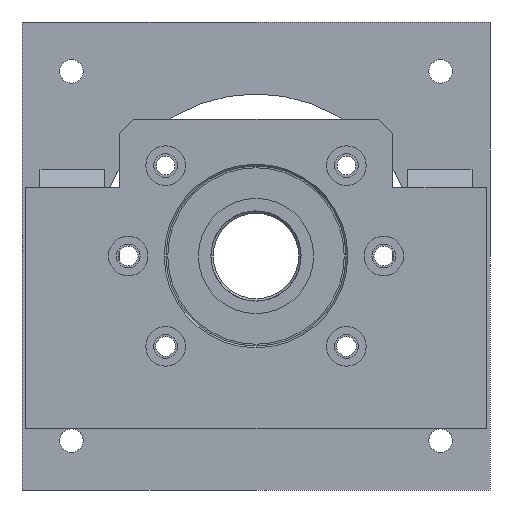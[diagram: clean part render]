
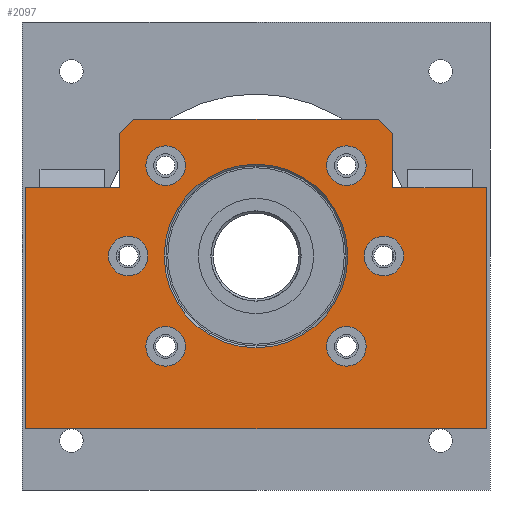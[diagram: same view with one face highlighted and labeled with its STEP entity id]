
A CAD part, left-side view. The second image highlights one B-rep face of the part: STEP entity #2097.
In plain terms, the highlighted planar face has unit normal (-1, 0, 0).
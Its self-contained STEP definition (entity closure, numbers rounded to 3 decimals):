
#697=CARTESIAN_POINT('Vertex',(0.,-64.,-48.)) ;
#700=CARTESIAN_POINT('Line Origine',(0.,0.,-48.)) ;
#704=CARTESIAN_POINT('Vertex',(0.,64.,-48.)) ;
#1885=CARTESIAN_POINT('Vertex',(0.,-64.,19.)) ;
#1888=CARTESIAN_POINT('Line Origine',(0.,-64.,-14.5)) ;
#1900=CARTESIAN_POINT('Axis2P3D Location',(0.,0.,0.)) ;
#1905=CARTESIAN_POINT('Line Origine',(0.,-51.,19.)) ;
#1909=CARTESIAN_POINT('Vertex',(0.,-38.,19.)) ;
#1912=CARTESIAN_POINT('Line Origine',(0.,-38.,26.5)) ;
#1916=CARTESIAN_POINT('Vertex',(0.,-38.,34.)) ;
#1919=CARTESIAN_POINT('Line Origine',(0.,-36.,36.)) ;
#1923=CARTESIAN_POINT('Vertex',(0.,-34.,38.)) ;
#1926=CARTESIAN_POINT('Line Origine',(0.,0.,38.)) ;
#1930=CARTESIAN_POINT('Vertex',(0.,34.,38.)) ;
#1933=CARTESIAN_POINT('Line Origine',(0.,36.,36.)) ;
#1937=CARTESIAN_POINT('Vertex',(0.,38.,34.)) ;
#1940=CARTESIAN_POINT('Line Origine',(0.,38.,26.5)) ;
#1944=CARTESIAN_POINT('Vertex',(0.,38.,19.)) ;
#1947=CARTESIAN_POINT('Line Origine',(0.,51.,19.)) ;
#1951=CARTESIAN_POINT('Vertex',(0.,64.,19.)) ;
#1954=CARTESIAN_POINT('Line Origine',(0.,64.,-14.5)) ;
#1971=CARTESIAN_POINT('Axis2P3D Location',(0.,0.,0.)) ;
#1975=CARTESIAN_POINT('Vertex',(0.,25.5,0.)) ;
#1977=CARTESIAN_POINT('Vertex',(0.,-25.5,0.)) ;
#1980=CARTESIAN_POINT('Axis2P3D Location',(0.,0.,0.)) ;
#1989=CARTESIAN_POINT('Axis2P3D Location',(0.,-25.102,25.102)) ;
#1993=CARTESIAN_POINT('Vertex',(0.,-30.602,25.102)) ;
#1995=CARTESIAN_POINT('Vertex',(0.,-19.602,25.102)) ;
#1998=CARTESIAN_POINT('Axis2P3D Location',(0.,-25.102,25.102)) ;
#2007=CARTESIAN_POINT('Axis2P3D Location',(0.,-35.5,0.)) ;
#2011=CARTESIAN_POINT('Vertex',(0.,-41.,0.)) ;
#2013=CARTESIAN_POINT('Vertex',(0.,-30.,0.)) ;
#2016=CARTESIAN_POINT('Axis2P3D Location',(0.,-35.5,0.)) ;
#2025=CARTESIAN_POINT('Axis2P3D Location',(0.,-25.102,-25.102)) ;
#2029=CARTESIAN_POINT('Vertex',(0.,-30.602,-25.102)) ;
#2031=CARTESIAN_POINT('Vertex',(0.,-19.602,-25.102)) ;
#2034=CARTESIAN_POINT('Axis2P3D Location',(0.,-25.102,-25.102)) ;
#2043=CARTESIAN_POINT('Axis2P3D Location',(0.,25.102,25.102)) ;
#2047=CARTESIAN_POINT('Vertex',(0.,30.602,25.102)) ;
#2049=CARTESIAN_POINT('Vertex',(0.,19.602,25.102)) ;
#2052=CARTESIAN_POINT('Axis2P3D Location',(0.,25.102,25.102)) ;
#2061=CARTESIAN_POINT('Axis2P3D Location',(0.,35.5,0.)) ;
#2065=CARTESIAN_POINT('Vertex',(0.,41.,0.)) ;
#2067=CARTESIAN_POINT('Vertex',(0.,30.,0.)) ;
#2070=CARTESIAN_POINT('Axis2P3D Location',(0.,35.5,0.)) ;
#2079=CARTESIAN_POINT('Axis2P3D Location',(0.,25.102,-25.102)) ;
#2083=CARTESIAN_POINT('Vertex',(0.,30.602,-25.102)) ;
#2085=CARTESIAN_POINT('Vertex',(0.,19.602,-25.102)) ;
#2088=CARTESIAN_POINT('Axis2P3D Location',(0.,25.102,-25.102)) ;
#701=DIRECTION('Vector Direction',(0.,1.,0.)) ;
#1889=DIRECTION('Vector Direction',(0.,0.,-1.)) ;
#1901=DIRECTION('Axis2P3D Direction',(1.,0.,0.)) ;
#1902=DIRECTION('Axis2P3D XDirection',(0.,1.,0.)) ;
#1906=DIRECTION('Vector Direction',(0.,1.,0.)) ;
#1913=DIRECTION('Vector Direction',(0.,0.,-1.)) ;
#1920=DIRECTION('Vector Direction',(0.,-0.707,-0.707)) ;
#1927=DIRECTION('Vector Direction',(0.,1.,0.)) ;
#1934=DIRECTION('Vector Direction',(0.,0.707,-0.707)) ;
#1941=DIRECTION('Vector Direction',(0.,0.,1.)) ;
#1948=DIRECTION('Vector Direction',(0.,1.,0.)) ;
#1955=DIRECTION('Vector Direction',(0.,0.,1.)) ;
#1972=DIRECTION('Axis2P3D Direction',(1.,0.,0.)) ;
#1981=DIRECTION('Axis2P3D Direction',(1.,0.,0.)) ;
#1990=DIRECTION('Axis2P3D Direction',(1.,0.,0.)) ;
#1999=DIRECTION('Axis2P3D Direction',(1.,0.,0.)) ;
#2008=DIRECTION('Axis2P3D Direction',(1.,0.,0.)) ;
#2017=DIRECTION('Axis2P3D Direction',(1.,0.,0.)) ;
#2026=DIRECTION('Axis2P3D Direction',(1.,0.,0.)) ;
#2035=DIRECTION('Axis2P3D Direction',(1.,0.,0.)) ;
#2044=DIRECTION('Axis2P3D Direction',(1.,0.,0.)) ;
#2053=DIRECTION('Axis2P3D Direction',(1.,0.,0.)) ;
#2062=DIRECTION('Axis2P3D Direction',(1.,0.,0.)) ;
#2071=DIRECTION('Axis2P3D Direction',(1.,0.,0.)) ;
#2080=DIRECTION('Axis2P3D Direction',(1.,0.,0.)) ;
#2089=DIRECTION('Axis2P3D Direction',(1.,0.,0.)) ;
#1903=AXIS2_PLACEMENT_3D('Plane Axis2P3D',#1900,#1901,#1902) ;
#1973=AXIS2_PLACEMENT_3D('Circle Axis2P3D',#1971,#1972,$) ;
#1982=AXIS2_PLACEMENT_3D('Circle Axis2P3D',#1980,#1981,$) ;
#1991=AXIS2_PLACEMENT_3D('Circle Axis2P3D',#1989,#1990,$) ;
#2000=AXIS2_PLACEMENT_3D('Circle Axis2P3D',#1998,#1999,$) ;
#2009=AXIS2_PLACEMENT_3D('Circle Axis2P3D',#2007,#2008,$) ;
#2018=AXIS2_PLACEMENT_3D('Circle Axis2P3D',#2016,#2017,$) ;
#2027=AXIS2_PLACEMENT_3D('Circle Axis2P3D',#2025,#2026,$) ;
#2036=AXIS2_PLACEMENT_3D('Circle Axis2P3D',#2034,#2035,$) ;
#2045=AXIS2_PLACEMENT_3D('Circle Axis2P3D',#2043,#2044,$) ;
#2054=AXIS2_PLACEMENT_3D('Circle Axis2P3D',#2052,#2053,$) ;
#2063=AXIS2_PLACEMENT_3D('Circle Axis2P3D',#2061,#2062,$) ;
#2072=AXIS2_PLACEMENT_3D('Circle Axis2P3D',#2070,#2071,$) ;
#2081=AXIS2_PLACEMENT_3D('Circle Axis2P3D',#2079,#2080,$) ;
#2090=AXIS2_PLACEMENT_3D('Circle Axis2P3D',#2088,#2089,$) ;
#1960=ORIENTED_EDGE('',*,*,#706,.F.) ;
#1961=ORIENTED_EDGE('',*,*,#1892,.F.) ;
#1962=ORIENTED_EDGE('',*,*,#1911,.F.) ;
#1963=ORIENTED_EDGE('',*,*,#1918,.F.) ;
#1964=ORIENTED_EDGE('',*,*,#1925,.F.) ;
#1965=ORIENTED_EDGE('',*,*,#1932,.F.) ;
#1966=ORIENTED_EDGE('',*,*,#1939,.F.) ;
#1967=ORIENTED_EDGE('',*,*,#1946,.F.) ;
#1968=ORIENTED_EDGE('',*,*,#1953,.F.) ;
#1969=ORIENTED_EDGE('',*,*,#1958,.F.) ;
#1986=ORIENTED_EDGE('',*,*,#1979,.F.) ;
#1987=ORIENTED_EDGE('',*,*,#1984,.F.) ;
#2004=ORIENTED_EDGE('',*,*,#1997,.F.) ;
#2005=ORIENTED_EDGE('',*,*,#2002,.F.) ;
#2022=ORIENTED_EDGE('',*,*,#2015,.F.) ;
#2023=ORIENTED_EDGE('',*,*,#2020,.F.) ;
#2040=ORIENTED_EDGE('',*,*,#2033,.F.) ;
#2041=ORIENTED_EDGE('',*,*,#2038,.F.) ;
#2058=ORIENTED_EDGE('',*,*,#2051,.F.) ;
#2059=ORIENTED_EDGE('',*,*,#2056,.F.) ;
#2076=ORIENTED_EDGE('',*,*,#2069,.F.) ;
#2077=ORIENTED_EDGE('',*,*,#2074,.F.) ;
#2094=ORIENTED_EDGE('',*,*,#2087,.F.) ;
#2095=ORIENTED_EDGE('',*,*,#2092,.F.) ;
#1988=FACE_BOUND('',#1985,.T.) ;
#2006=FACE_BOUND('',#2003,.T.) ;
#2024=FACE_BOUND('',#2021,.T.) ;
#2042=FACE_BOUND('',#2039,.T.) ;
#2060=FACE_BOUND('',#2057,.T.) ;
#2078=FACE_BOUND('',#2075,.T.) ;
#2096=FACE_BOUND('',#2093,.T.) ;
#702=VECTOR('Line Direction',#701,1.) ;
#1890=VECTOR('Line Direction',#1889,1.) ;
#1907=VECTOR('Line Direction',#1906,1.) ;
#1914=VECTOR('Line Direction',#1913,1.) ;
#1921=VECTOR('Line Direction',#1920,1.) ;
#1928=VECTOR('Line Direction',#1927,1.) ;
#1935=VECTOR('Line Direction',#1934,1.) ;
#1942=VECTOR('Line Direction',#1941,1.) ;
#1949=VECTOR('Line Direction',#1948,1.) ;
#1956=VECTOR('Line Direction',#1955,1.) ;
#2097=ADVANCED_FACE('\X2\96F64EF651E04F554F53\X0\',(#1970,#1988,#2006,#2024,#2042,#2060,#2078,#2096),#1904,.F.) ;
#1974=CIRCLE('generated circle',#1973,25.5) ;
#1983=CIRCLE('generated circle',#1982,25.5) ;
#1992=CIRCLE('generated circle',#1991,5.5) ;
#2001=CIRCLE('generated circle',#2000,5.5) ;
#2010=CIRCLE('generated circle',#2009,5.5) ;
#2019=CIRCLE('generated circle',#2018,5.5) ;
#2028=CIRCLE('generated circle',#2027,5.5) ;
#2037=CIRCLE('generated circle',#2036,5.5) ;
#2046=CIRCLE('generated circle',#2045,5.5) ;
#2055=CIRCLE('generated circle',#2054,5.5) ;
#2064=CIRCLE('generated circle',#2063,5.5) ;
#2073=CIRCLE('generated circle',#2072,5.5) ;
#2082=CIRCLE('generated circle',#2081,5.5) ;
#2091=CIRCLE('generated circle',#2090,5.5) ;
#706=EDGE_CURVE('',#698,#705,#703,.T.) ;
#1892=EDGE_CURVE('',#1886,#698,#1891,.T.) ;
#1911=EDGE_CURVE('',#1910,#1886,#1908,.F.) ;
#1918=EDGE_CURVE('',#1917,#1910,#1915,.T.) ;
#1925=EDGE_CURVE('',#1924,#1917,#1922,.T.) ;
#1932=EDGE_CURVE('',#1931,#1924,#1929,.F.) ;
#1939=EDGE_CURVE('',#1938,#1931,#1936,.F.) ;
#1946=EDGE_CURVE('',#1945,#1938,#1943,.T.) ;
#1953=EDGE_CURVE('',#1952,#1945,#1950,.F.) ;
#1958=EDGE_CURVE('',#705,#1952,#1957,.T.) ;
#1979=EDGE_CURVE('',#1976,#1978,#1974,.F.) ;
#1984=EDGE_CURVE('',#1978,#1976,#1983,.F.) ;
#1997=EDGE_CURVE('',#1994,#1996,#1992,.F.) ;
#2002=EDGE_CURVE('',#1996,#1994,#2001,.F.) ;
#2015=EDGE_CURVE('',#2012,#2014,#2010,.F.) ;
#2020=EDGE_CURVE('',#2014,#2012,#2019,.F.) ;
#2033=EDGE_CURVE('',#2030,#2032,#2028,.F.) ;
#2038=EDGE_CURVE('',#2032,#2030,#2037,.F.) ;
#2051=EDGE_CURVE('',#2048,#2050,#2046,.F.) ;
#2056=EDGE_CURVE('',#2050,#2048,#2055,.F.) ;
#2069=EDGE_CURVE('',#2066,#2068,#2064,.F.) ;
#2074=EDGE_CURVE('',#2068,#2066,#2073,.F.) ;
#2087=EDGE_CURVE('',#2084,#2086,#2082,.F.) ;
#2092=EDGE_CURVE('',#2086,#2084,#2091,.F.) ;
#1959=EDGE_LOOP('',(#1960,#1961,#1962,#1963,#1964,#1965,#1966,#1967,#1968,#1969)) ;
#1985=EDGE_LOOP('',(#1986,#1987)) ;
#2003=EDGE_LOOP('',(#2004,#2005)) ;
#2021=EDGE_LOOP('',(#2022,#2023)) ;
#2039=EDGE_LOOP('',(#2040,#2041)) ;
#2057=EDGE_LOOP('',(#2058,#2059)) ;
#2075=EDGE_LOOP('',(#2076,#2077)) ;
#2093=EDGE_LOOP('',(#2094,#2095)) ;
#1970=FACE_OUTER_BOUND('',#1959,.T.) ;
#703=LINE('Line',#700,#702) ;
#1891=LINE('Line',#1888,#1890) ;
#1908=LINE('Line',#1905,#1907) ;
#1915=LINE('Line',#1912,#1914) ;
#1922=LINE('Line',#1919,#1921) ;
#1929=LINE('Line',#1926,#1928) ;
#1936=LINE('Line',#1933,#1935) ;
#1943=LINE('Line',#1940,#1942) ;
#1950=LINE('Line',#1947,#1949) ;
#1957=LINE('Line',#1954,#1956) ;
#1904=PLANE('Plane',#1903) ;
#698=VERTEX_POINT('',#697) ;
#705=VERTEX_POINT('',#704) ;
#1886=VERTEX_POINT('',#1885) ;
#1910=VERTEX_POINT('',#1909) ;
#1917=VERTEX_POINT('',#1916) ;
#1924=VERTEX_POINT('',#1923) ;
#1931=VERTEX_POINT('',#1930) ;
#1938=VERTEX_POINT('',#1937) ;
#1945=VERTEX_POINT('',#1944) ;
#1952=VERTEX_POINT('',#1951) ;
#1976=VERTEX_POINT('',#1975) ;
#1978=VERTEX_POINT('',#1977) ;
#1994=VERTEX_POINT('',#1993) ;
#1996=VERTEX_POINT('',#1995) ;
#2012=VERTEX_POINT('',#2011) ;
#2014=VERTEX_POINT('',#2013) ;
#2030=VERTEX_POINT('',#2029) ;
#2032=VERTEX_POINT('',#2031) ;
#2048=VERTEX_POINT('',#2047) ;
#2050=VERTEX_POINT('',#2049) ;
#2066=VERTEX_POINT('',#2065) ;
#2068=VERTEX_POINT('',#2067) ;
#2084=VERTEX_POINT('',#2083) ;
#2086=VERTEX_POINT('',#2085) ;
